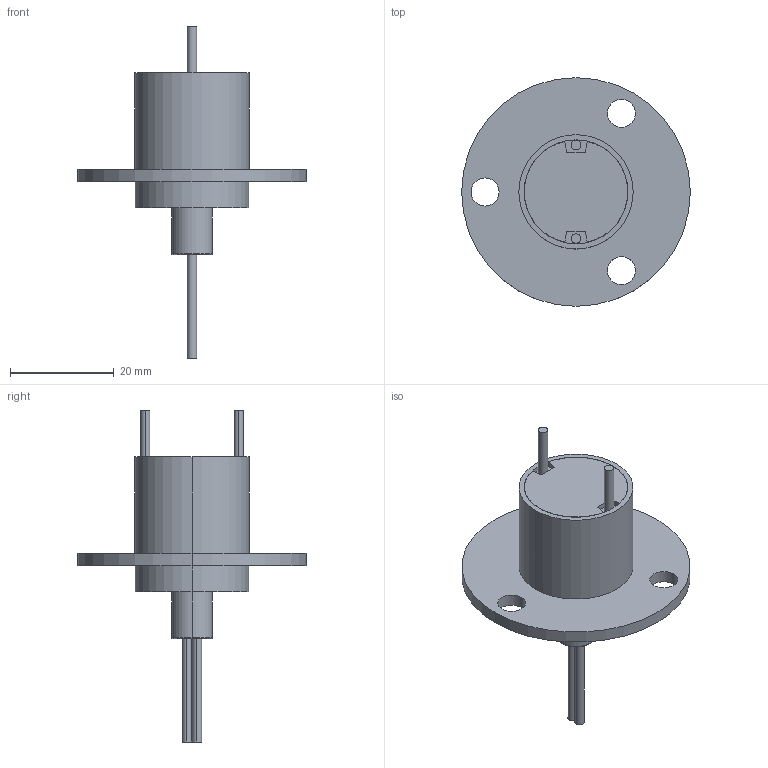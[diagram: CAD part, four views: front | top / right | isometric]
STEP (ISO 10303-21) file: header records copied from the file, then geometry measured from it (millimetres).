
FILE_DESCRIPTION (( 'STEP AP203' ), '1' );
FILE_NAME ('RW1210.STEP', '2020-07-20T01:27:37', ( 'gongcheng1' ), ( '' ), 'SwSTEP 2.0', 'SolidWorks 2014', '' );
FILE_SCHEMA (( 'CONFIG_CONTROL_DESIGN' ));
Length unit declared in the file: millimetre
Products named in the file (1): RW1210
Bounding box: 44 x 44 x 63.9 mm (x, y, z)
Volume: 12976.8 mm3; surface area: 5767.9 mm2
Topology: 1 solids, 2 shells, 55 faces, 121 edges, 80 vertices
Faces by surface type: cylinder 33, plane 20, torus 2
Entity records: 1640 total; most frequent: DIRECTION 303, CARTESIAN_POINT 257, ORIENTED_EDGE 242, AXIS2_PLACEMENT_3D 126, EDGE_CURVE 121, VERTEX_POINT 80, EDGE_LOOP 73, CIRCLE 70
